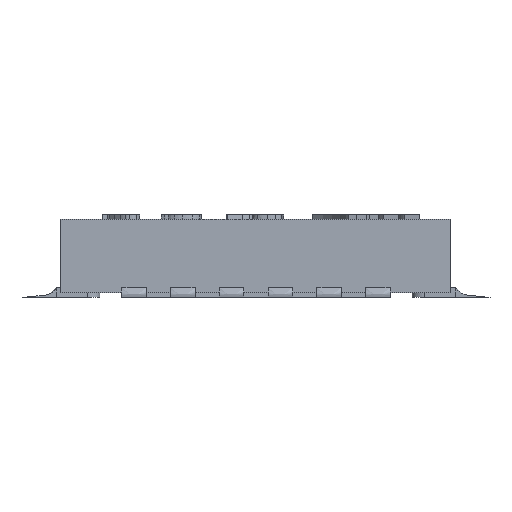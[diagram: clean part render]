
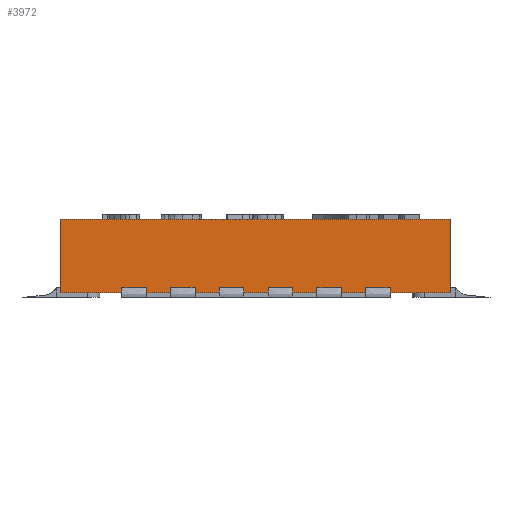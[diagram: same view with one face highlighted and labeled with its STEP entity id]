
A CAD part, left-side view. The second image highlights one B-rep face of the part: STEP entity #3972.
In plain terms, the highlighted planar face has unit normal (-1, 0, 0).
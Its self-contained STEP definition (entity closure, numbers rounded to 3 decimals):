
#3972=ADVANCED_FACE('',(#13419),#13421,.T.);
#13419=FACE_BOUND('',#13420,.T.);
#13420=EDGE_LOOP('',(#21300,#21301,#21302,#21303));
#13421=PLANE('',#13422);
#13422=AXIS2_PLACEMENT_3D('',#13423,#13424,#13425);
#13423=CARTESIAN_POINT('',(-2.,2.,0.05));
#13424=DIRECTION('',(-1.,0.,0.));
#13425=DIRECTION('',(0.,-1.,0.));
#21300=ORIENTED_EDGE('',*,*,#27337,.T.);
#21301=ORIENTED_EDGE('',*,*,#27338,.T.);
#21302=ORIENTED_EDGE('',*,*,#26095,.F.);
#21303=ORIENTED_EDGE('',*,*,#27335,.F.);
#26095=EDGE_CURVE('',#29808,#29810,#29811,.T.);
#27335=EDGE_CURVE('',#31837,#29808,#31839,.T.);
#27337=EDGE_CURVE('',#31837,#31841,#31842,.T.);
#27338=EDGE_CURVE('',#31841,#29810,#31843,.T.);
#29808=VERTEX_POINT('',#37408);
#29810=VERTEX_POINT('',#37412);
#29811=LINE('',#37413,#37414);
#31837=VERTEX_POINT('',#41967);
#31839=LINE('',#41971,#41972);
#31841=VERTEX_POINT('',#41977);
#31842=LINE('',#41978,#41979);
#31843=LINE('',#41981,#41982);
#37408=CARTESIAN_POINT('',(-2.,2.,0.8));
#37412=CARTESIAN_POINT('',(-2.,-2.,0.8));
#37413=CARTESIAN_POINT('',(-2.,2.,0.8));
#37414=VECTOR('',#37415,1.);
#37415=DIRECTION('',(0.,-1.,0.));
#41967=CARTESIAN_POINT('',(-2.,2.,0.05));
#41971=CARTESIAN_POINT('',(-2.,2.,0.05));
#41972=VECTOR('',#41973,1.);
#41973=DIRECTION('',(0.,0.,1.));
#41977=CARTESIAN_POINT('',(-2.,-2.,0.05));
#41978=CARTESIAN_POINT('',(-2.,2.,0.05));
#41979=VECTOR('',#41980,1.);
#41980=DIRECTION('',(0.,-1.,0.));
#41981=CARTESIAN_POINT('',(-2.,-2.,0.05));
#41982=VECTOR('',#41983,1.);
#41983=DIRECTION('',(0.,0.,1.));
